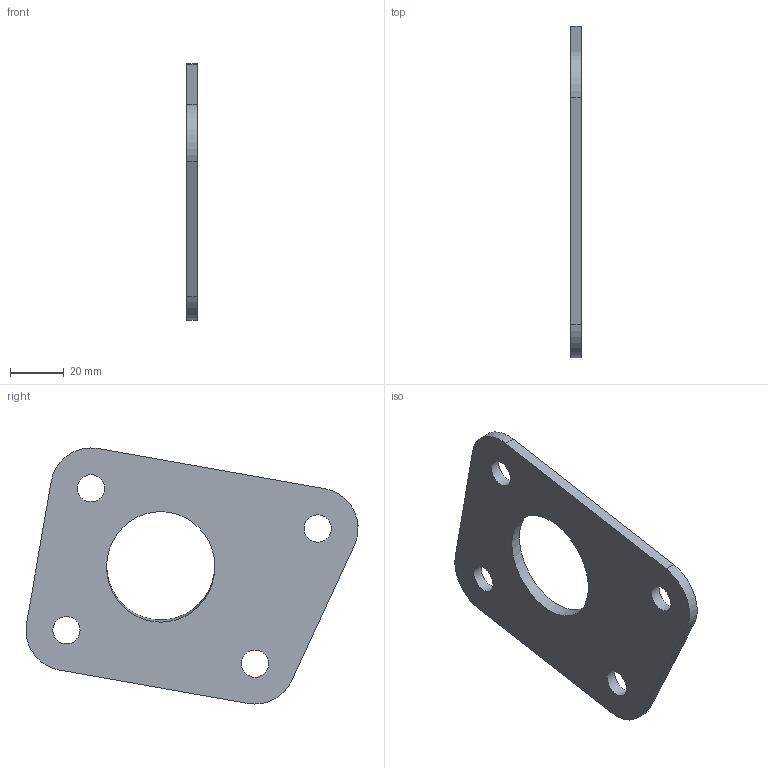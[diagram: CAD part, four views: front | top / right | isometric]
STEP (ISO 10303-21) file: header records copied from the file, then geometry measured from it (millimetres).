
FILE_DESCRIPTION(/* description */ (''),/* implementation_level */ '2;1');
FILE_NAME(/* name */ 'MANIFOLD_SOLID_BREP_4764.stp',/* time_stamp */ '2016-06-02T11:47:52+02:00',/* author */ (''),/* organization */ (''),/* preprocessor_version */ 'ST-DEVELOPER v16.5',/* originating_system */ 'Autodesk Translation Framework v5.0.0.3310',/* authorisation */ '');
FILE_SCHEMA (('AUTOMOTIVE_DESIGN { 1 0 10303 214 3 1 1 }'));
Length unit declared in the file: centimetre
Products named in the file (1): MANIFOLD_SOLID_BREP_4764
Bounding box: 4 x 123.21 x 95.03 mm (x, y, z)
Volume: 28998.6 mm3; surface area: 16960.2 mm2
Topology: 1 solids, 1 shells, 15 faces, 39 edges, 26 vertices
Faces by surface type: cylinder 9, plane 6
Full cylindrical faces by diameter (mm): 10.1 x4, 40.2 x1
Entity records: 490 total; most frequent: DIRECTION 84, CARTESIAN_POINT 76, ORIENTED_EDGE 68, EDGE_CURVE 34, AXIS2_PLACEMENT_3D 34, EDGE_LOOP 30, VERTEX_POINT 26, LINE 16
